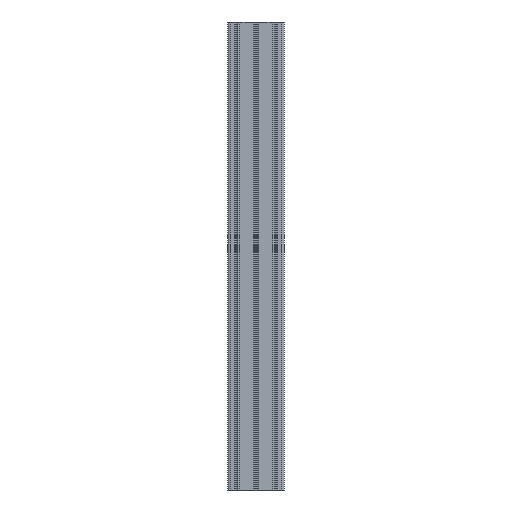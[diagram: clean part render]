
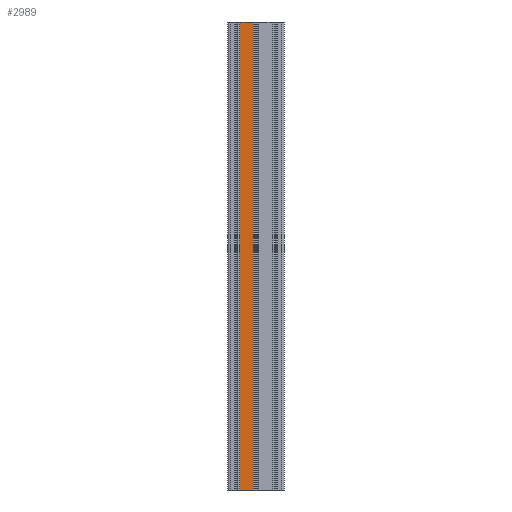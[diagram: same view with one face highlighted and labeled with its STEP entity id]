
A CAD part, left-side view. The second image highlights one B-rep face of the part: STEP entity #2989.
In plain terms, the highlighted planar face has unit normal (-1, 0, 0).
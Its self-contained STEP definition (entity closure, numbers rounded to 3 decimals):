
#143 = PLANE ( 'NONE',  #544 ) ;
#246 = EDGE_CURVE ( 'NONE', #1715, #8765, #3417, .T. ) ;
#354 = DIRECTION ( 'NONE',  ( 0., 1., 0. ) ) ;
#544 = AXIS2_PLACEMENT_3D ( 'NONE', #11389, #8443, #1117 ) ;
#604 = VERTEX_POINT ( 'NONE', #8841 ) ;
#608 = CARTESIAN_POINT ( 'NONE',  ( -20., 0., 0. ) ) ;
#1117 = DIRECTION ( 'NONE',  ( 0., 0., 1. ) ) ;
#1301 = CARTESIAN_POINT ( 'NONE',  ( -20., -34.6, 1000. ) ) ;
#1451 = EDGE_CURVE ( 'NONE', #8787, #8765, #3322, .T. ) ;
#1544 = LINE ( 'NONE', #1301, #11510 ) ;
#1715 = VERTEX_POINT ( 'NONE', #2190 ) ;
#2190 = CARTESIAN_POINT ( 'NONE',  ( -20., -34.6, 0. ) ) ;
#2219 = CARTESIAN_POINT ( 'NONE',  ( -20., -5.4, 1000. ) ) ;
#2289 = CARTESIAN_POINT ( 'NONE',  ( -20., -5.4, 1000. ) ) ;
#2635 = EDGE_CURVE ( 'NONE', #604, #8787, #5791, .T. ) ;
#2989 = ADVANCED_FACE ( 'NONE', ( #9374 ), #143, .T. ) ;
#3083 = VECTOR ( 'NONE', #354, 1000. ) ;
#3322 = LINE ( 'NONE', #2219, #7859 ) ;
#3343 = EDGE_LOOP ( 'NONE', ( #6574, #6897, #3720, #7524 ) ) ;
#3417 = LINE ( 'NONE', #608, #4750 ) ;
#3720 = ORIENTED_EDGE ( 'NONE', *, *, #2635, .T. ) ;
#4750 = VECTOR ( 'NONE', #8046, 1000. ) ;
#5791 = LINE ( 'NONE', #8717, #3083 ) ;
#5944 = DIRECTION ( 'NONE',  ( 0., 0., -1. ) ) ;
#6574 = ORIENTED_EDGE ( 'NONE', *, *, #246, .F. ) ;
#6897 = ORIENTED_EDGE ( 'NONE', *, *, #9953, .F. ) ;
#7524 = ORIENTED_EDGE ( 'NONE', *, *, #1451, .T. ) ;
#7859 = VECTOR ( 'NONE', #5944, 1000. ) ;
#7946 = DIRECTION ( 'NONE',  ( 0., 0., -1. ) ) ;
#8046 = DIRECTION ( 'NONE',  ( 0., 1., 0. ) ) ;
#8443 = DIRECTION ( 'NONE',  ( -1., 0., 0. ) ) ;
#8717 = CARTESIAN_POINT ( 'NONE',  ( -20., 0., 1000. ) ) ;
#8765 = VERTEX_POINT ( 'NONE', #9746 ) ;
#8787 = VERTEX_POINT ( 'NONE', #2289 ) ;
#8841 = CARTESIAN_POINT ( 'NONE',  ( -20., -34.6, 1000. ) ) ;
#9374 = FACE_OUTER_BOUND ( 'NONE', #3343, .T. ) ;
#9746 = CARTESIAN_POINT ( 'NONE',  ( -20., -5.4, 0. ) ) ;
#9953 = EDGE_CURVE ( 'NONE', #604, #1715, #1544, .T. ) ;
#11389 = CARTESIAN_POINT ( 'NONE',  ( -20., 0., 1000. ) ) ;
#11510 = VECTOR ( 'NONE', #7946, 1000. ) ;
